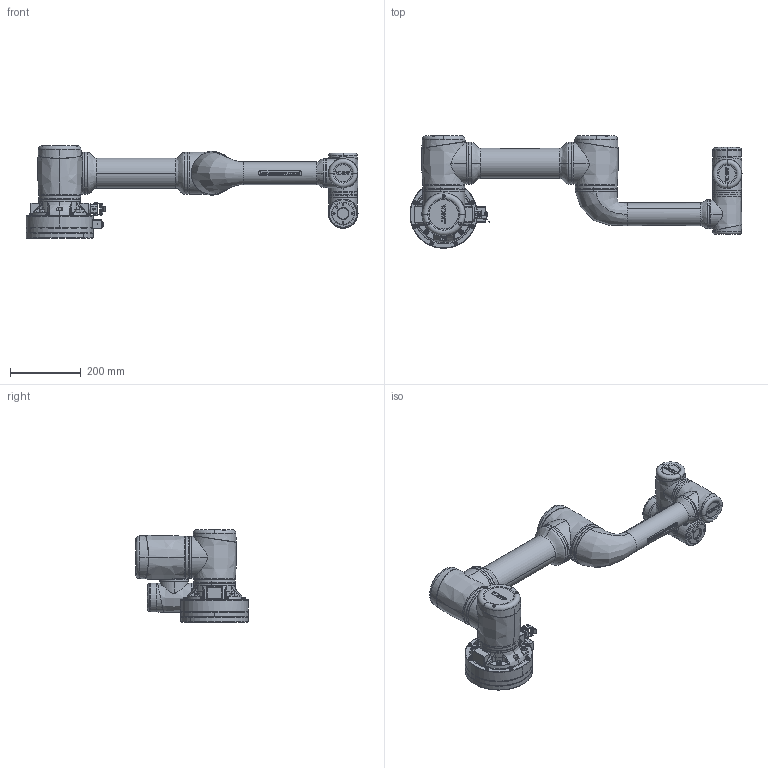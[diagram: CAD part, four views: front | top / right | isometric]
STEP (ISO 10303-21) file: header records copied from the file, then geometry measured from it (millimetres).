
FILE_DESCRIPTION (( 'STEP AP214' ), '1' );
FILE_NAME ('Zu 5 sp.STEP', '2021-09-06T10:54:22', ( 'Jiaxin' ), ( '' ), 'SwSTEP 2.0', 'SolidWorks 2016', '' );
FILE_SCHEMA (( 'AUTOMOTIVE_DESIGN' ));
Length unit declared in the file: millimetre
Products named in the file (13): Zu 5 04_默认; Zu 5 03_默认; Zu 5 02_默认; Zu 5 01_默认; Zu 5 00_默认; Zu 5 sp; M8x20_默认; Zu 5 05_默认; M6x60_默认; Flange_02_默认; sp_02_默认; Zu 5; Zu 5 06_默认
Assembly tree (22 placements, depth 3):
  Zu 5 sp
    Zu 5
      Zu 5 00_默认
      Zu 5 01_默认
      Zu 5 02_默认
      Zu 5 03_默认
      Zu 5 04_默认
      Zu 5 05_默认
      Zu 5 06_默认
    sp_02_默认
    Flange_02_默认
    M6x60_默认  x8
    M8x20_默认  x4
Bounding box: 935.68 x 316.65 x 260.65 mm (x, y, z)
Volume: 13567634.2 mm3; surface area: 1057573.4 mm2
Topology: 33 solids, 36 shells, 2428 faces, 6139 edges, 3927 vertices
Faces by surface type: plane 1207, cylinder 670, bspline 334, cone 138, torus 76, sphere 3
Entity records: 100075 total; most frequent: CARTESIAN_POINT 39710, ORIENTED_EDGE 10951, DIRECTION 9730, EDGE_CURVE 5523, VERTEX_POINT 3591, AXIS2_PLACEMENT_3D 3299, LINE 3132, VECTOR 3132
